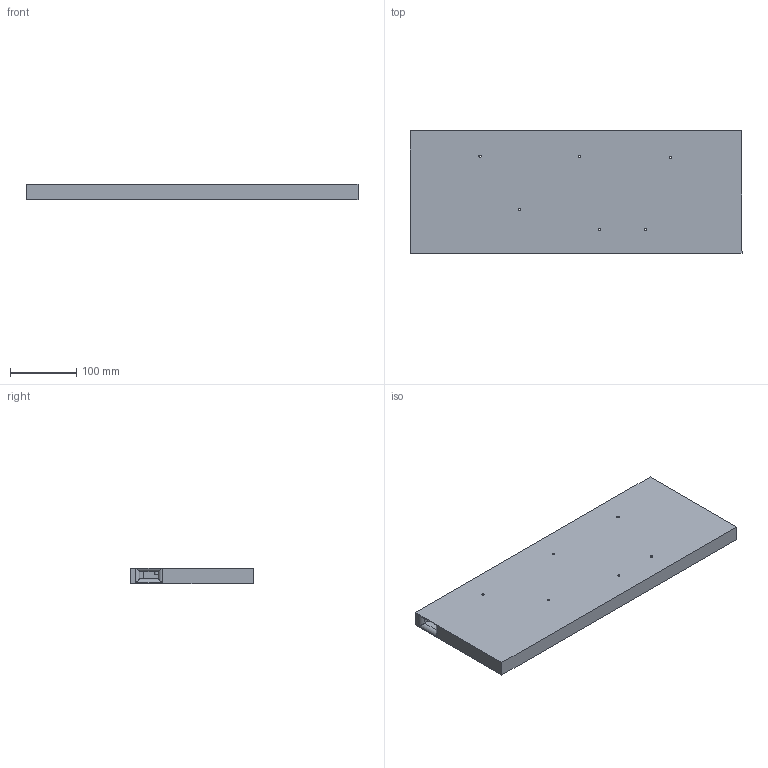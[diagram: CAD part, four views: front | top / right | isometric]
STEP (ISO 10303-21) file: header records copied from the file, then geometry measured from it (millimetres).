
FILE_DESCRIPTION(/* description */ (''),/* implementation_level */ '2;1');
FILE_NAME(/* name */ 'Case v3.step',/* time_stamp */ '2025-07-19T17:16:40+02:00',/* author */ (''),/* organization */ (''),/* preprocessor_version */ 'ST-DEVELOPER v20.1',/* originating_system */ 'Autodesk Translation Framework v14.10.0.0',/* authorisation */ '');
FILE_SCHEMA (('AUTOMOTIVE_DESIGN { 1 0 10303 214 3 1 1 }'));
Length unit declared in the file: centimetre
Products named in the file (2): (Unsaved); Case1
Assembly tree (1 placements, depth 2):
  (Unsaved)
    Case1
Bounding box: 501 x 185 x 23 mm (x, y, z)
Volume: 719984.2 mm3; surface area: 245067.1 mm2
Topology: 1 solids, 1 shells, 38 faces, 89 edges, 58 vertices
Faces by surface type: plane 22, cylinder 16
Full cylindrical faces by diameter (mm): 3.4 x6, 6 x6
Entity records: 1199 total; most frequent: CARTESIAN_POINT 214, DIRECTION 197, ORIENTED_EDGE 178, EDGE_CURVE 89, AXIS2_PLACEMENT_3D 69, LINE 59, VECTOR 59, VERTEX_POINT 58
